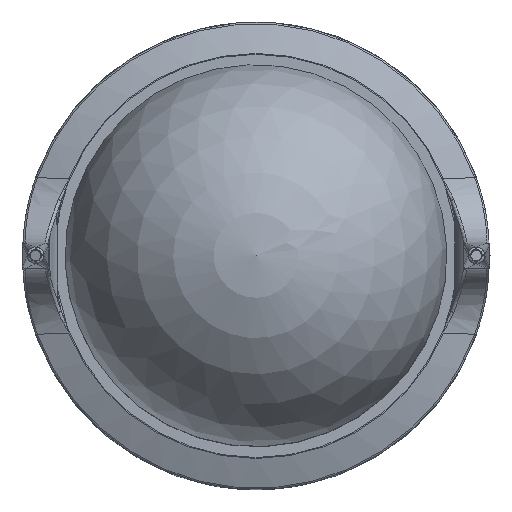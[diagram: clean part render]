
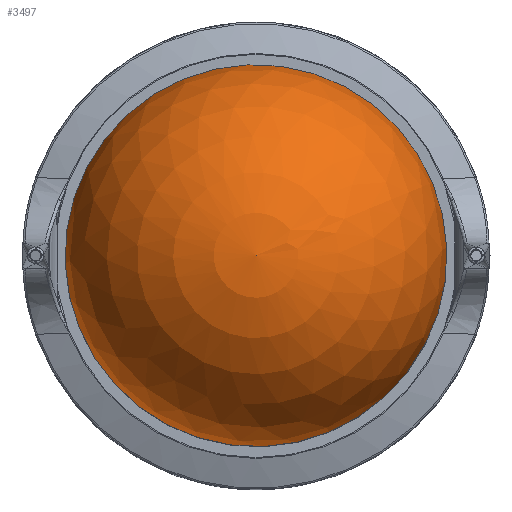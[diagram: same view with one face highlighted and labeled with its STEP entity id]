
A CAD part, top view. The second image highlights one B-rep face of the part: STEP entity #3497.
In plain terms, the highlighted spherical face has radius 77 mm.
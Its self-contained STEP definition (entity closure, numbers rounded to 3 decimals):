
#196=SPHERICAL_SURFACE('',#3741,77.);
#578=FACE_OUTER_BOUND('',#786,.T.);
#786=EDGE_LOOP('',(#2403,#2404,#2405));
#1017=CIRCLE('',#3739,77.);
#1019=CIRCLE('',#3742,77.);
#1458=VERTEX_POINT('',#5184);
#1460=VERTEX_POINT('',#5190);
#1823=EDGE_CURVE('',#1458,#1458,#1017,.T.);
#1826=EDGE_CURVE('',#1460,#1458,#1019,.T.);
#2403=ORIENTED_EDGE('',*,*,#1823,.T.);
#2404=ORIENTED_EDGE('',*,*,#1826,.F.);
#2405=ORIENTED_EDGE('',*,*,#1826,.T.);
#3497=ADVANCED_FACE('',(#578),#196,.T.);
#3739=AXIS2_PLACEMENT_3D('',#5185,#4023,#4024);
#3741=AXIS2_PLACEMENT_3D('',#5189,#4028,#4029);
#3742=AXIS2_PLACEMENT_3D('',#5191,#4030,#4031);
#4023=DIRECTION('center_axis',(0.,0.,
1.));
#4024=DIRECTION('ref_axis',(-0.924,-0.382,0.));
#4028=DIRECTION('center_axis',(0.,0.,
1.));
#4029=DIRECTION('ref_axis',(-0.924,-0.382,0.));
#4030=DIRECTION('center_axis',(-0.382,0.924,0.));
#4031=DIRECTION('ref_axis',(0.924,0.382,0.));
#5184=CARTESIAN_POINT('',(71.161,29.413,88.089));
#5185=CARTESIAN_POINT('Origin',(0.,0.,
88.089));
#5189=CARTESIAN_POINT('Origin',(0.,0.,
88.089));
#5190=CARTESIAN_POINT('',(0.,0.,165.089));
#5191=CARTESIAN_POINT('Origin',(0.,0.,
88.089));
